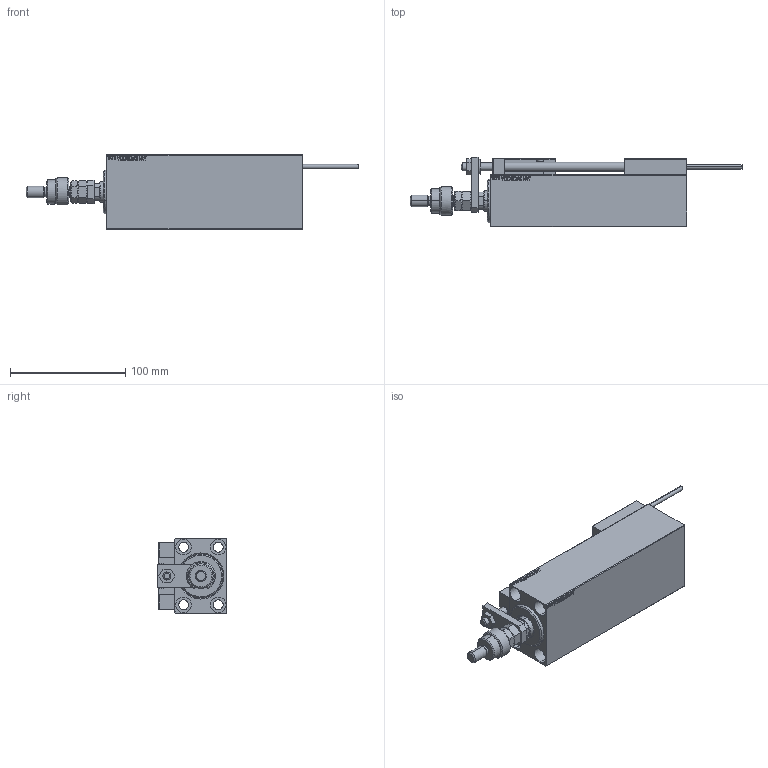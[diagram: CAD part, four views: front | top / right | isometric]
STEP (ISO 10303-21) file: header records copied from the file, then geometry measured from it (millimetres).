
FILE_DESCRIPTION (( 'STEP AP203' ), '1' );
FILE_NAME ('0339.STEP', '2024-02-12T11:15:04', ( '' ), ( '' ), 'SwSTEP 2.0', 'SolidWorks 2019', '' );
FILE_SCHEMA (( 'CONFIG_CONTROL_DESIGN' ));
Length unit declared in the file: millimetre
Products named in the file (18): X_Y_DFA 9146cf47628868a5c3df68fb3afc0f54; TYC_L79 9146cf47628868a5c3df68fb3afc0f54; SWITCH DIM B,W 9146cf47628868a5c3df68fb3afc0f54; MAGNET 9146cf47628868a5c3df68fb3afc0f54; Block 9146cf47628868a5c3df68fb3afc0f54; SWITCH_X_FRONT_BACK 9146cf47628868a5c3df68fb3afc0f54; V450CM_VC_B 9146cf47628868a5c3df68fb3afc0f54; NUT_D12 9146cf47628868a5c3df68fb3afc0f54; ALLEN BOLT D5 9146cf47628868a5c3df68fb3afc0f54; 0339; V450CM_C_VCP 9146cf47628868a5c3df68fb3afc0f54; SWITCH X 9146cf47628868a5c3df68fb3afc0f54; MFA 9146cf47628868a5c3df68fb3afc0f54; ALLEN BOLT D8 9146cf47628868a5c3df68fb3afc0f54; FEMALE_PART_FOR_DFA 9146cf47628868a5c3df68fb3afc0f54; V450CM_C_Body 9146cf47628868a5c3df68fb3afc0f54; ZARAZKA 9146cf47628868a5c3df68fb3afc0f54; KONCOVKA 9146cf47628868a5c3df68fb3afc0f54
Assembly tree (27 placements, depth 3):
  0339
    V450CM_C_Body 9146cf47628868a5c3df68fb3afc0f54
    SWITCH X 9146cf47628868a5c3df68fb3afc0f54
      SWITCH_X_FRONT_BACK 9146cf47628868a5c3df68fb3afc0f54  x2
      TYC_L79 9146cf47628868a5c3df68fb3afc0f54
      Block 9146cf47628868a5c3df68fb3afc0f54  x2
      ALLEN BOLT D5 9146cf47628868a5c3df68fb3afc0f54  x4
      ALLEN BOLT D8 9146cf47628868a5c3df68fb3afc0f54  x4
      MAGNET 9146cf47628868a5c3df68fb3afc0f54  x2
      KONCOVKA 9146cf47628868a5c3df68fb3afc0f54  x2
    NUT_D12 9146cf47628868a5c3df68fb3afc0f54
    SWITCH DIM B,W 9146cf47628868a5c3df68fb3afc0f54
    ZARAZKA 9146cf47628868a5c3df68fb3afc0f54
    V450CM_C_VCP 9146cf47628868a5c3df68fb3afc0f54
    V450CM_VC_B 9146cf47628868a5c3df68fb3afc0f54
    X_Y_DFA 9146cf47628868a5c3df68fb3afc0f54
      FEMALE_PART_FOR_DFA 9146cf47628868a5c3df68fb3afc0f54
      MFA 9146cf47628868a5c3df68fb3afc0f54
Bounding box: 288 x 60.5 x 65 mm (x, y, z)
Volume: 484412.5 mm3; surface area: 126504.6 mm2
Topology: 25 solids, 25 shells, 1363 faces, 3246 edges, 2063 vertices
Faces by surface type: plane 588, bspline 380, cylinder 197, cone 146, torus 48, sphere 4
Entity records: 52912 total; most frequent: CARTESIAN_POINT 26603, ORIENTED_EDGE 5512, DIRECTION 3830, EDGE_CURVE 2756, VERTEX_POINT 1787, VECTOR 1538, LINE 1538, EDGE_LOOP 1275
